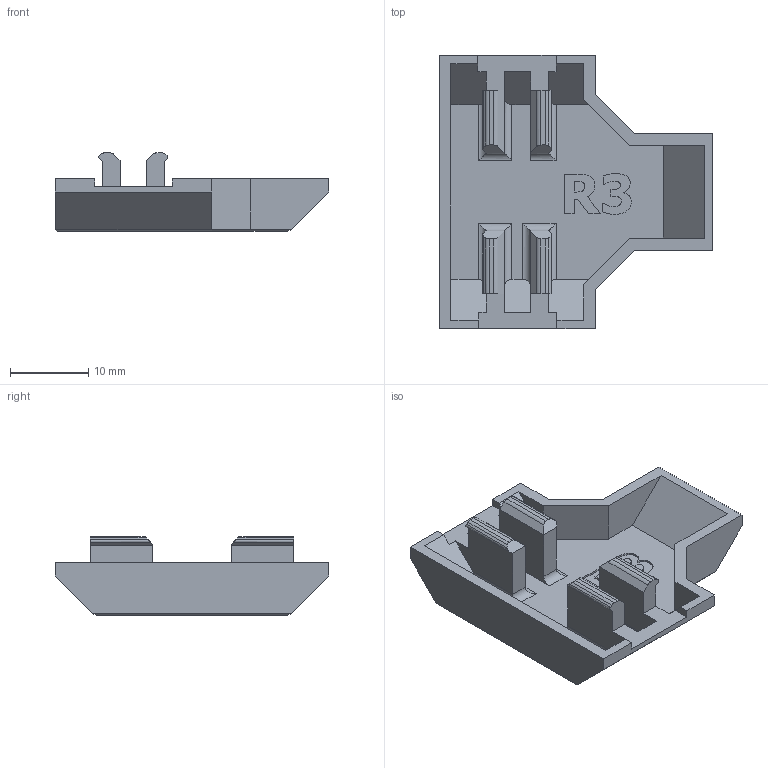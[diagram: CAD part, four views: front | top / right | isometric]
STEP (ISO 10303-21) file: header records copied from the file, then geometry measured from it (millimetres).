
FILE_DESCRIPTION(/* description */ (''),/* implementation_level */ '2;1');
FILE_NAME(/* name */ 'z-motor-cable-bottom-cover_R.stp',/* time_stamp */ '2024-01-26T11:30:19+01:00',/* author */ ('Mikuláček'),/* organization */ (''),/* preprocessor_version */ 'ST-DEVELOPER v19.2',/* originating_system */ 'Autodesk Inventor 2023',/* authorisation */ '');
FILE_SCHEMA (('AUTOMOTIVE_DESIGN { 1 0 10303 214 3 1 1 }'));
Length unit declared in the file: millimetre
Products named in the file (1): z-motor-cable-bottom-cover
Bounding box: 35 x 35 x 10 mm (x, y, z)
Volume: 2847.7 mm3; surface area: 3576.2 mm2
Topology: 1 solids, 1 shells, 153 faces, 431 edges, 283 vertices
Faces by surface type: plane 103, bspline 27, cylinder 23
Entity records: 5065 total; most frequent: CARTESIAN_POINT 1219, ORIENTED_EDGE 862, DIRECTION 670, EDGE_CURVE 431, LINE 338, VECTOR 338, VERTEX_POINT 283, AXIS2_PLACEMENT_3D 166
